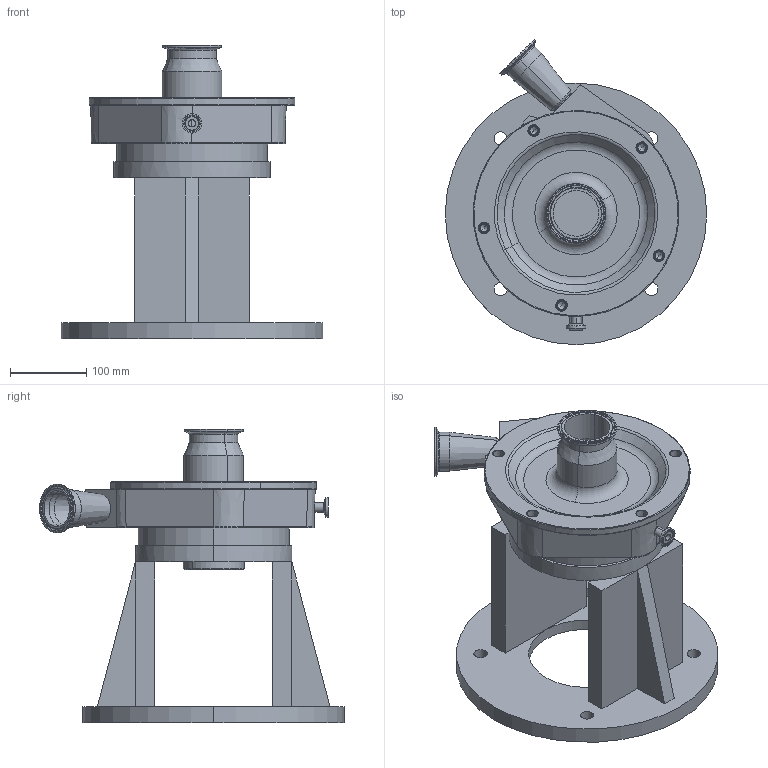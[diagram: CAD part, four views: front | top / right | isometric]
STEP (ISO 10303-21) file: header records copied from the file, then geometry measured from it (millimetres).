
FILE_DESCRIPTION (( 'STEP AP214' ), '1' );
FILE_NAME ('FP 1742 320TC 45L 1-2 IN ELBOW LEFT DRAIN.STEP', '2023-01-26T20:31:50', ( '' ), ( '' ), 'SwSTEP 2.0', 'SolidWorks 2021', '' );
FILE_SCHEMA (( 'AUTOMOTIVE_DESIGN' ));
Length unit declared in the file: millimetre
Products named in the file (1): FP 1742 320TC 45L 1-2 IN ELBOW LEFT DRAIN
Bounding box: 343 x 399.86 x 385 mm (x, y, z)
Volume: 5707181.7 mm3; surface area: 754487.9 mm2
Topology: 1 solids, 5 shells, 377 faces, 805 edges, 470 vertices
Faces by surface type: cylinder 127, plane 88, cone 88, torus 70, sphere 3, bspline 1
Entity records: 10446 total; most frequent: DIRECTION 2009, CARTESIAN_POINT 1979, ORIENTED_EDGE 1590, AXIS2_PLACEMENT_3D 860, EDGE_CURVE 795, CIRCLE 483, VERTEX_POINT 470, EDGE_LOOP 433
